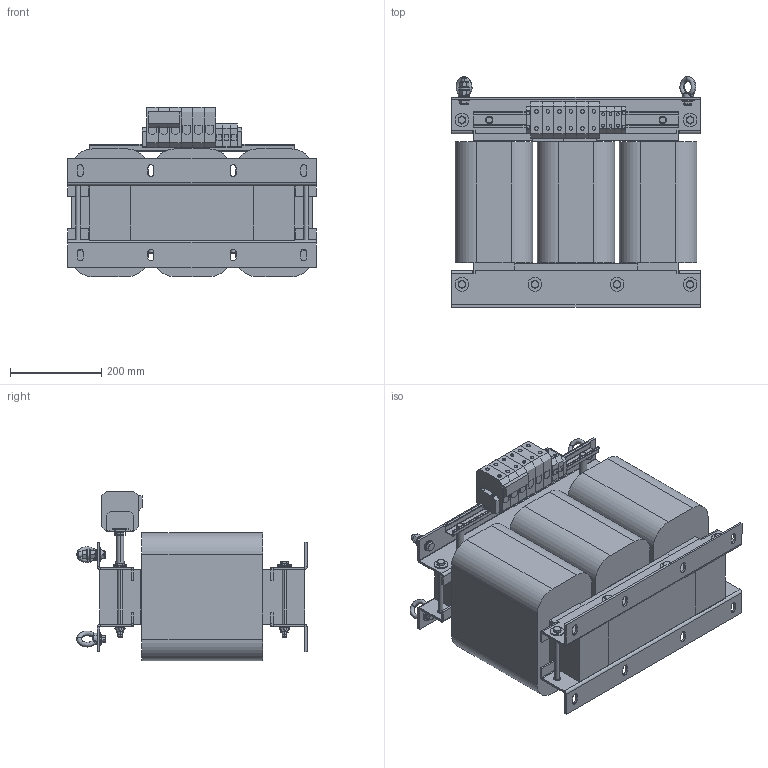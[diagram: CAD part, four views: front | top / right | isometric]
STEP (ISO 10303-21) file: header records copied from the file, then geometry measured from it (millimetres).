
FILE_DESCRIPTION (( 'STEP AP214' ), '1' );
FILE_NAME ('208939.STEP', '2020-05-28T17:11:11', ( '' ), ( '' ), 'SwSTEP 2.0', 'SolidWorks 2018', '' );
FILE_SCHEMA (( 'AUTOMOTIVE_DESIGN' ));
Length unit declared in the file: millimetre
Products named in the file (1): 208939
Bounding box: 545 x 505 x 371.2 mm (x, y, z)
Volume: 49138463.7 mm3; surface area: 1759570.1 mm2
Topology: 1 solids, 1 shells, 1410 faces, 3382 edges, 2080 vertices
Faces by surface type: plane 881, cylinder 227, cone 182, bspline 96, torus 24
Entity records: 46336 total; most frequent: CARTESIAN_POINT 14635, ORIENTED_EDGE 6764, DIRECTION 6152, EDGE_CURVE 3382, VERTEX_POINT 2080, AXIS2_PLACEMENT_3D 2067, LINE 2018, VECTOR 2018
